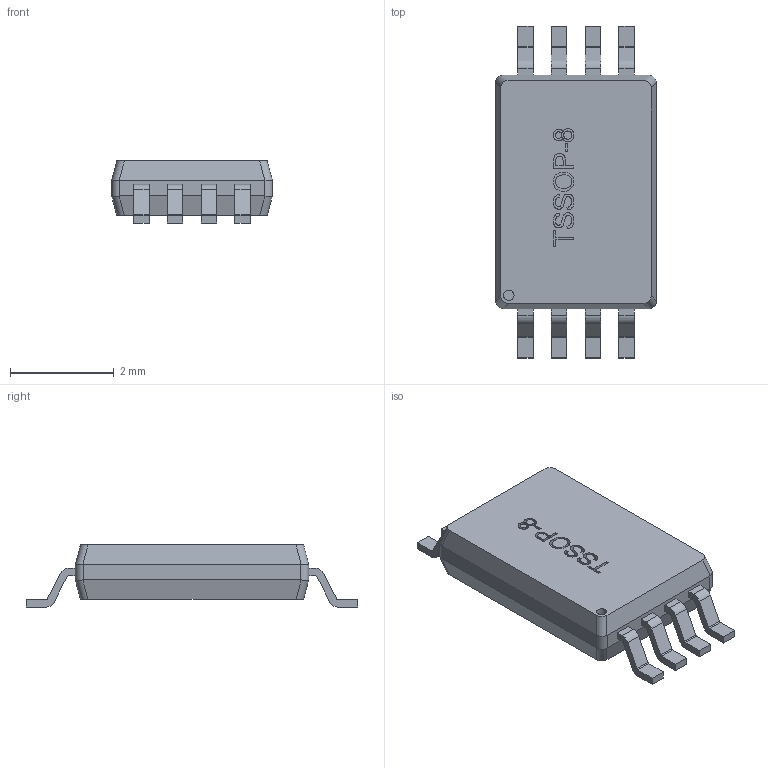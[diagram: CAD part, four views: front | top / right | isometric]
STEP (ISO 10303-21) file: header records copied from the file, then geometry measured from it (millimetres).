
FILE_DESCRIPTION (( 'STEP AP214' ), '1' );
FILE_NAME ('SW3dPS-TSSOP8.STEP', '2009-06-21T12:54:08', ( 'SysAdmin' ), ( 'SolidWorks' ), 'SwSTEP 2.0', 'SolidWorks 2009', '' );
FILE_SCHEMA (( 'AUTOMOTIVE_DESIGN' ));
Length unit declared in the file: inch
Products named in the file (1): SW3dPS-TSSOP8
Bounding box: 3.1 x 6.4 x 1.2 mm (x, y, z)
Volume: 14.5 mm3; surface area: 51.2 mm2
Topology: 1 solids, 1 shells, 180 faces, 474 edges, 316 vertices
Faces by surface type: plane 118, cylinder 46, bspline 16
Entity records: 7902 total; most frequent: CARTESIAN_POINT 2547, ORIENTED_EDGE 948, DIRECTION 808, EDGE_CURVE 474, VECTOR 342, LINE 342, VERTEX_POINT 316, AXIS2_PLACEMENT_3D 233
